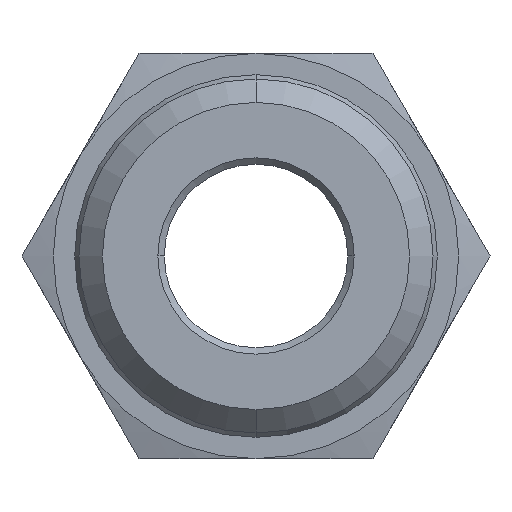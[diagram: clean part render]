
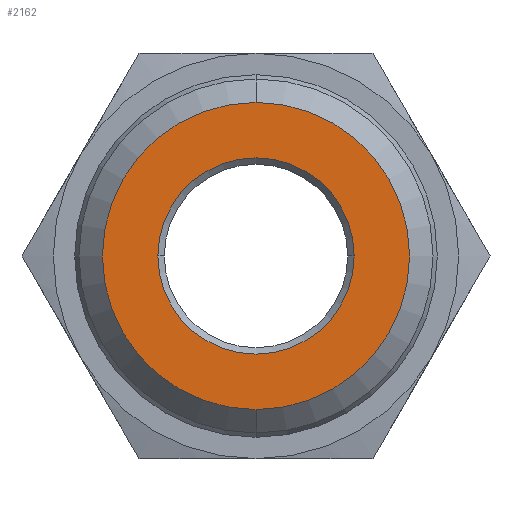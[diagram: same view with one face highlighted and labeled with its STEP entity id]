
A CAD part, front view. The second image highlights one B-rep face of the part: STEP entity #2162.
In plain terms, the highlighted planar face has unit normal (0, -1, 0).
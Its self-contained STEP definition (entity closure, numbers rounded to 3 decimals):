
#806=CARTESIAN_POINT('',(0.,-10.,0.));
#807=DIRECTION('',(0.,1.,0.));
#808=DIRECTION('',(0.,0.,1.));
#809=AXIS2_PLACEMENT_3D('',#806,#807,#808);
#811=CARTESIAN_POINT('',(0.,-10.,0.));
#812=DIRECTION('',(0.,1.,0.));
#813=DIRECTION('',(0.,0.,-1.));
#814=AXIS2_PLACEMENT_3D('',#811,#812,#813);
#816=CARTESIAN_POINT('',(0.,-10.,0.));
#817=DIRECTION('',(0.,-1.,0.));
#818=DIRECTION('',(1.,0.,0.));
#819=AXIS2_PLACEMENT_3D('',#816,#817,#818);
#821=CARTESIAN_POINT('',(0.,-10.,0.));
#822=DIRECTION('',(0.,-1.,0.));
#823=DIRECTION('',(-1.,0.,0.));
#824=AXIS2_PLACEMENT_3D('',#821,#822,#823);
#1004=CARTESIAN_POINT('',(0.,-10.,-7.2));
#1005=VERTEX_POINT('',#1004);
#1006=CARTESIAN_POINT('',(0.,-10.,7.2));
#1007=VERTEX_POINT('',#1006);
#1012=CARTESIAN_POINT('',(4.6,-10.,0.));
#1013=VERTEX_POINT('',#1012);
#1014=CARTESIAN_POINT('',(-4.6,-10.,0.));
#1015=VERTEX_POINT('',#1014);
#2147=CARTESIAN_POINT('',(0.,-10.,0.));
#2148=DIRECTION('',(0.,1.,0.));
#2149=DIRECTION('',(0.,0.,1.));
#2150=AXIS2_PLACEMENT_3D('',#2147,#2148,#2149);
#2151=PLANE('',#2150);
#2153=ORIENTED_EDGE('',*,*,#2152,.T.);
#2155=ORIENTED_EDGE('',*,*,#2154,.T.);
#2156=EDGE_LOOP('',(#2153,#2155));
#2157=FACE_OUTER_BOUND('',#2156,.F.);
#2158=ORIENTED_EDGE('',*,*,#2142,.T.);
#2159=ORIENTED_EDGE('',*,*,#2126,.T.);
#2160=EDGE_LOOP('',(#2158,#2159));
#2161=FACE_BOUND('',#2160,.F.);
#2162=ADVANCED_FACE('',(#2157,#2161),#2151,.F.);
#810=CIRCLE('',#809,7.2);
#815=CIRCLE('',#814,7.2);
#820=CIRCLE('',#819,4.6);
#825=CIRCLE('',#824,4.6);
#2126=EDGE_CURVE('',#1015,#1013,#825,.T.);
#2142=EDGE_CURVE('',#1013,#1015,#820,.T.);
#2152=EDGE_CURVE('',#1007,#1005,#810,.T.);
#2154=EDGE_CURVE('',#1005,#1007,#815,.T.);
